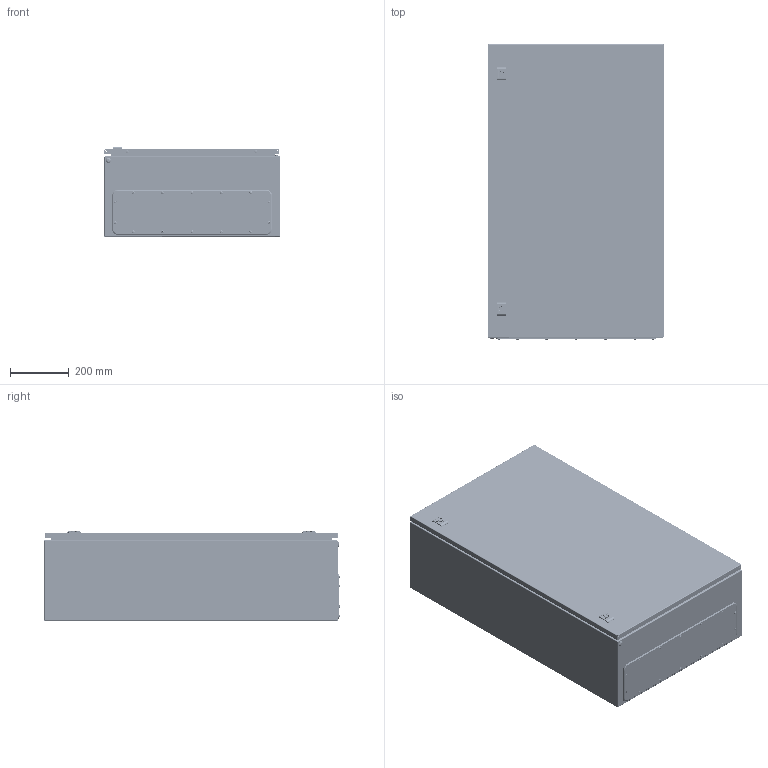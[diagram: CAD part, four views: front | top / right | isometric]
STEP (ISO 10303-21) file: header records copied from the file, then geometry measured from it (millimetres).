
FILE_DESCRIPTION (( 'STEP AP203' ), '1' );
FILE_NAME ('1000x600x300.STEP', '2014-10-17T15:29:37', ( '' ), ( '' ), 'SwSTEP 2.0', 'SolidWorks 2014', '' );
FILE_SCHEMA (( 'CONFIG_CONTROL_DESIGN' ));
Length unit declared in the file: millimetre
Products named in the file (34): CERNIERA SALDATA; Inserto a doppio pettine AC00C443_AC00C343; Oval Head Sheet Metal Screw_DIN_12222; Fondi 2_Fondo_1000x0600; sealant for door CE_1000x600; Linguetta CE_handle CE; SubAssem_Flange_SubAssem_Flange_CB01C281; land; SubAssem door ST_1000å0600 CB02C392; Hex Flange Bolt Small_ISO_ISO 4162 - M6 x 12 x 12-S; land Ì6õ20; end-cap_AC00C061; Perno AC00C401_AC00C401; AC00C348; Plate M4; End-cup AC00C383; Mounting plates ST 1.8mm BD=3.20 REV.1 2_1000å600; Sealant AC00356; Countersunk Flat Head Cross Recess Screw_DIN_ISO 7046-1 - M4 x 8 - Z --- 8S; End-cup AC00C317; Hex Flange Nut_AM_B18.2.2.4M - Hex flange nut, M6 x 1 --N; Handle small door; Subassieme_Corpo_e_Fondo_SubAssCorpo_Fondo_1000x0600x300; AC00C316_AC00C316; Remote hub; MOLLA AC00C344_AC00C344; Dead door ST_1000x600; Flange ST_CB01C281; Corpi_Scatola new_Corpo_1000x0600x300; 1000x600x300; End-cup AC00C112; BASETTA ESTERNA PER BOX AC00C503_AC00C503; Sealant for flange 2_‘‚01‘281; Cerniera_CE
Assembly tree (90 placements, depth 4):
  1000x600x300
    Subassieme_Corpo_e_Fondo_SubAssCorpo_Fondo_1000x0600x300
      Corpi_Scatola new_Corpo_1000x0600x300
      Cerniera_CE  x3
      Fondi 2_Fondo_1000x0600
      land  x4
      end-cap_AC00C061  x2
      End-cup AC00C383  x3
      End-cup AC00C317  x4
      AC00C316_AC00C316
      SubAssem_Flange_SubAssem_Flange_CB01C281
        Flange ST_CB01C281
        Sealant for flange 2_‘‚01‘281
        Oval Head Sheet Metal Screw_DIN_12222  x14
      land Ì6õ20  x4
      Plate M4  x3
      Countersunk Flat Head Cross Recess Screw_DIN_ISO 7046-1 - M4 x 8 - Z --- 8S  x6
    SubAssem door ST_1000å0600 CB02C392
      Dead door ST_1000x600
      Handle small door  x2
        BASETTA ESTERNA PER BOX AC00C503_AC00C503
        Inserto a doppio pettine AC00C443_AC00C343
        Linguetta CE_handle CE
        Hex Flange Bolt Small_ISO_ISO 4162 - M6 x 12 x 12-S
        AC00C348
        Sealant AC00356
      MOLLA AC00C344_AC00C344  x2
      End-cup AC00C112  x4
      CERNIERA SALDATA  x3
      land  x4
      end-cap_AC00C061  x4
      sealant for door CE_1000x600
    Perno AC00C401_AC00C401  x3
    Mounting plates ST 1.8mm BD=3.20 REV.1 2_1000å600
    Hex Flange Nut_AM_B18.2.2.4M - Hex flange nut, M6 x 1 --N  x4
    Remote hub  x4
Bounding box: 600.37 x 1005.03 x 308.03 mm (x, y, z)
Volume: 4315072.8 mm3; surface area: 5925294.1 mm2
Topology: 103 solids, 103 shells, 11677 faces, 31607 edges, 20611 vertices
Faces by surface type: bspline 4520, plane 3607, cylinder 2329, cone 945, torus 228, sphere 48
Entity records: 409585 total; most frequent: CARTESIAN_POINT 300382, ORIENTED_EDGE 23892, DIRECTION 18032, EDGE_CURVE 11946, VERTEX_POINT 7754, LINE 6910, VECTOR 6910, AXIS2_PLACEMENT_3D 5561
